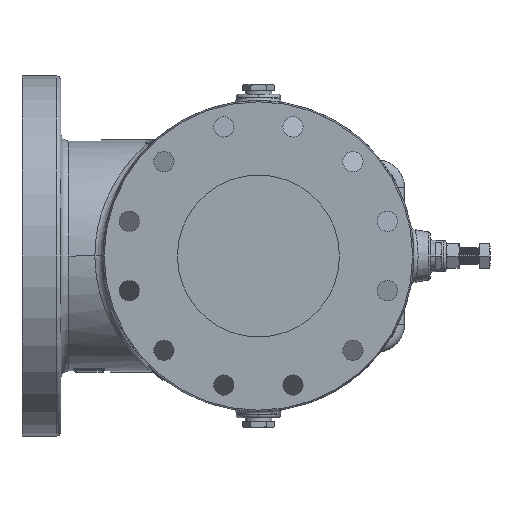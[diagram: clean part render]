
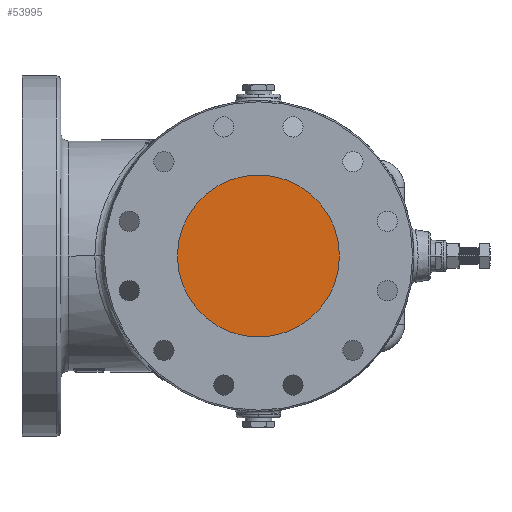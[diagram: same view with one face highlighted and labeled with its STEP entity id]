
A CAD part, left-side view. The second image highlights one B-rep face of the part: STEP entity #53995.
In plain terms, the highlighted planar face has unit normal (-1, 0, 0).
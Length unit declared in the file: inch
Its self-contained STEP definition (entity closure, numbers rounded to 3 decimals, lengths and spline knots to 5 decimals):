
#261 = CARTESIAN_POINT ( 'NONE',  ( -13.93703, 0., 0. ) ) ;
#876 = VERTEX_POINT ( 'NONE', #21203 ) ;
#4271 = AXIS2_PLACEMENT_3D ( 'NONE', #16263, #70612, #24104 ) ;
#8026 = DIRECTION ( 'NONE',  ( 0., -1., 0. ) ) ;
#10570 = VERTEX_POINT ( 'NONE', #97972 ) ;
#11463 = EDGE_CURVE ( 'NONE', #10570, #876, #59463, .T. ) ;
#16263 = CARTESIAN_POINT ( 'NONE',  ( -13.93703, 0., 0. ) ) ;
#18081 = FACE_OUTER_BOUND ( 'NONE', #81882, .T. ) ;
#21203 = CARTESIAN_POINT ( 'NONE',  ( -13.93703, 3.93701, 0. ) ) ;
#24104 = DIRECTION ( 'NONE',  ( 0., -1., 0. ) ) ;
#24673 = PLANE ( 'NONE',  #44860 ) ;
#30214 = EDGE_CURVE ( 'NONE', #876, #10570, #96835, .T. ) ;
#40614 = DIRECTION ( 'NONE',  ( -1., 0., 0. ) ) ;
#41226 = ORIENTED_EDGE ( 'NONE', *, *, #30214, .T. ) ;
#42161 = AXIS2_PLACEMENT_3D ( 'NONE', #261, #54615, #8026 ) ;
#44860 = AXIS2_PLACEMENT_3D ( 'NONE', #87141, #40614, #94950 ) ;
#53995 = ADVANCED_FACE ( 'NONE', ( #18081 ), #24673, .T. ) ;
#54615 = DIRECTION ( 'NONE',  ( -1., 0., 0. ) ) ;
#59463 = CIRCLE ( 'NONE', #4271, 3.93701 ) ;
#70612 = DIRECTION ( 'NONE',  ( -1., 0., 0. ) ) ;
#81882 = EDGE_LOOP ( 'NONE', ( #88974, #41226 ) ) ;
#87141 = CARTESIAN_POINT ( 'NONE',  ( -13.93703, 0., 0. ) ) ;
#88974 = ORIENTED_EDGE ( 'NONE', *, *, #11463, .T. ) ;
#94950 = DIRECTION ( 'NONE',  ( 0., -1., 0. ) ) ;
#96835 = CIRCLE ( 'NONE', #42161, 3.93701 ) ;
#97972 = CARTESIAN_POINT ( 'NONE',  ( -13.93703, -3.93701, 0. ) ) ;
